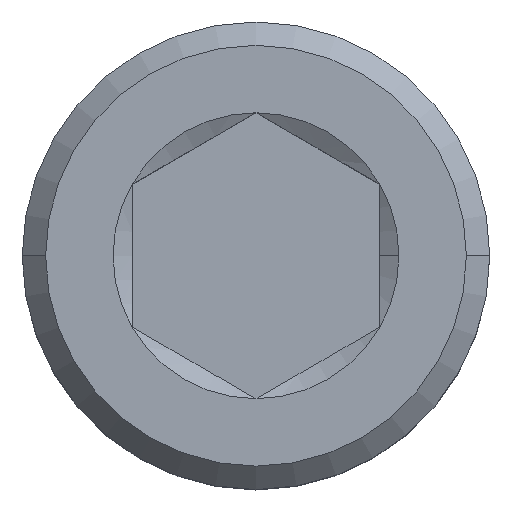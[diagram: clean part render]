
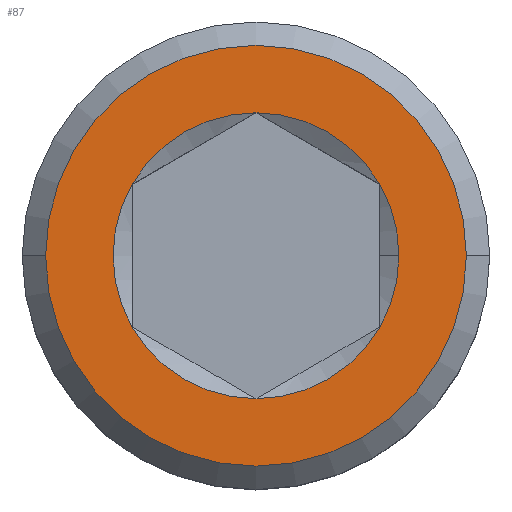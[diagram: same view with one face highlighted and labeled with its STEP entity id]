
A CAD part, top view. The second image highlights one B-rep face of the part: STEP entity #87.
In plain terms, the highlighted planar face has unit normal (0, 0, 1).
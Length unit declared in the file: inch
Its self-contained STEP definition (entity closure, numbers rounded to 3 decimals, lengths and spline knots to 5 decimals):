
#29 = CIRCLE ( 'NONE', #3175, 0.03608 ) ;
#63 = DIRECTION ( 'NONE',  ( 1., 0., 0. ) ) ;
#87 = ADVANCED_FACE ( 'NONE', ( #2248, #2750 ), #916, .T. ) ;
#107 = VERTEX_POINT ( 'NONE', #3747 ) ;
#122 = CARTESIAN_POINT ( 'NONE',  ( 0., 0.03608, 0.1615 ) ) ;
#123 = CIRCLE ( 'NONE', #2087, 0.03608 ) ;
#133 = DIRECTION ( 'NONE',  ( 1., 0., 0. ) ) ;
#169 = DIRECTION ( 'NONE',  ( 0., 0., 1. ) ) ;
#181 = CARTESIAN_POINT ( 'NONE',  ( 0.03125, 0.01804, 0.1615 ) ) ;
#191 = CARTESIAN_POINT ( 'NONE',  ( -0.03125, -0.01804, 0.1615 ) ) ;
#226 = VERTEX_POINT ( 'NONE', #1848 ) ;
#258 = DIRECTION ( 'NONE',  ( 0., 0., 1. ) ) ;
#296 = CIRCLE ( 'NONE', #1575, 0.03608 ) ;
#360 = DIRECTION ( 'NONE',  ( 1., 0., 0. ) ) ;
#476 = DIRECTION ( 'NONE',  ( 1., 0., 0. ) ) ;
#560 = ORIENTED_EDGE ( 'NONE', *, *, #1246, .T. ) ;
#588 = CARTESIAN_POINT ( 'NONE',  ( -0.03125, 0.01804, 0.1615 ) ) ;
#629 = CARTESIAN_POINT ( 'NONE',  ( 0., 0.059, 0.1615 ) ) ;
#644 = DIRECTION ( 'NONE',  ( 0., 0., 1. ) ) ;
#775 = AXIS2_PLACEMENT_3D ( 'NONE', #1068, #2877, #1693 ) ;
#782 = CARTESIAN_POINT ( 'NONE',  ( 0., 0., 0.1615 ) ) ;
#804 = DIRECTION ( 'NONE',  ( 0., 0., 1. ) ) ;
#813 = ORIENTED_EDGE ( 'NONE', *, *, #2762, .F. ) ;
#827 = AXIS2_PLACEMENT_3D ( 'NONE', #3475, #2282, #2238 ) ;
#832 = AXIS2_PLACEMENT_3D ( 'NONE', #2074, #2653, #1194 ) ;
#836 = ORIENTED_EDGE ( 'NONE', *, *, #3786, .F. ) ;
#876 = CARTESIAN_POINT ( 'NONE',  ( 0., 0., 0.1615 ) ) ;
#916 = PLANE ( 'NONE',  #1809 ) ;
#997 = AXIS2_PLACEMENT_3D ( 'NONE', #2424, #2448, #63 ) ;
#1035 = EDGE_LOOP ( 'NONE', ( #3033, #2190, #813, #3712, #3285, #836, #3484 ) ) ;
#1068 = CARTESIAN_POINT ( 'NONE',  ( 0., 0., 0.1615 ) ) ;
#1177 = AXIS2_PLACEMENT_3D ( 'NONE', #2268, #1668, #476 ) ;
#1194 = DIRECTION ( 'NONE',  ( 1., 0., 0. ) ) ;
#1246 = EDGE_CURVE ( 'NONE', #226, #2072, #2357, .T. ) ;
#1253 = CIRCLE ( 'NONE', #827, 0.0531 ) ;
#1412 = VERTEX_POINT ( 'NONE', #588 ) ;
#1575 = AXIS2_PLACEMENT_3D ( 'NONE', #2224, #1915, #133 ) ;
#1668 = DIRECTION ( 'NONE',  ( 0., 0., 1. ) ) ;
#1693 = DIRECTION ( 'NONE',  ( 1., 0., 0. ) ) ;
#1809 = AXIS2_PLACEMENT_3D ( 'NONE', #629, #644, #360 ) ;
#1848 = CARTESIAN_POINT ( 'NONE',  ( -0.0531, 0., 0.1615 ) ) ;
#1915 = DIRECTION ( 'NONE',  ( 0., 0., 1. ) ) ;
#1944 = CIRCLE ( 'NONE', #997, 0.03608 ) ;
#2072 = VERTEX_POINT ( 'NONE', #3355 ) ;
#2074 = CARTESIAN_POINT ( 'NONE',  ( 0., 0., 0.1615 ) ) ;
#2087 = AXIS2_PLACEMENT_3D ( 'NONE', #782, #804, #2573 ) ;
#2095 = EDGE_CURVE ( 'NONE', #2741, #107, #1944, .T. ) ;
#2190 = ORIENTED_EDGE ( 'NONE', *, *, #2487, .F. ) ;
#2210 = DIRECTION ( 'NONE',  ( 1., 0., 0. ) ) ;
#2224 = CARTESIAN_POINT ( 'NONE',  ( 0., 0., 0.1615 ) ) ;
#2238 = DIRECTION ( 'NONE',  ( 1., 0., 0. ) ) ;
#2248 = FACE_OUTER_BOUND ( 'NONE', #2654, .T. ) ;
#2268 = CARTESIAN_POINT ( 'NONE',  ( 0., 0., 0.1615 ) ) ;
#2282 = DIRECTION ( 'NONE',  ( 0., 0., 1. ) ) ;
#2357 = CIRCLE ( 'NONE', #832, 0.0531 ) ;
#2378 = VERTEX_POINT ( 'NONE', #2748 ) ;
#2424 = CARTESIAN_POINT ( 'NONE',  ( 0., 0., 0.1615 ) ) ;
#2448 = DIRECTION ( 'NONE',  ( 0., 0., 1. ) ) ;
#2487 = EDGE_CURVE ( 'NONE', #2580, #3803, #2626, .T. ) ;
#2573 = DIRECTION ( 'NONE',  ( 1., 0., 0. ) ) ;
#2580 = VERTEX_POINT ( 'NONE', #3708 ) ;
#2626 = CIRCLE ( 'NONE', #3214, 0.03608 ) ;
#2636 = EDGE_CURVE ( 'NONE', #107, #2378, #296, .T. ) ;
#2653 = DIRECTION ( 'NONE',  ( 0., 0., 1. ) ) ;
#2654 = EDGE_LOOP ( 'NONE', ( #560, #2799 ) ) ;
#2741 = VERTEX_POINT ( 'NONE', #191 ) ;
#2748 = CARTESIAN_POINT ( 'NONE',  ( 0.03125, -0.01804, 0.1615 ) ) ;
#2750 = FACE_BOUND ( 'NONE', #1035, .T. ) ;
#2762 = EDGE_CURVE ( 'NONE', #2378, #2580, #123, .T. ) ;
#2799 = ORIENTED_EDGE ( 'NONE', *, *, #3676, .T. ) ;
#2845 = CARTESIAN_POINT ( 'NONE',  ( 0., 0., 0.1615 ) ) ;
#2877 = DIRECTION ( 'NONE',  ( 0., 0., 1. ) ) ;
#2882 = CIRCLE ( 'NONE', #775, 0.03608 ) ;
#3023 = CIRCLE ( 'NONE', #1177, 0.03608 ) ;
#3033 = ORIENTED_EDGE ( 'NONE', *, *, #3250, .F. ) ;
#3175 = AXIS2_PLACEMENT_3D ( 'NONE', #876, #258, #3592 ) ;
#3214 = AXIS2_PLACEMENT_3D ( 'NONE', #2845, #169, #2210 ) ;
#3250 = EDGE_CURVE ( 'NONE', #3803, #3657, #29, .T. ) ;
#3285 = ORIENTED_EDGE ( 'NONE', *, *, #2095, .F. ) ;
#3355 = CARTESIAN_POINT ( 'NONE',  ( 0.0531, 0., 0.1615 ) ) ;
#3475 = CARTESIAN_POINT ( 'NONE',  ( 0., 0., 0.1615 ) ) ;
#3484 = ORIENTED_EDGE ( 'NONE', *, *, #3731, .F. ) ;
#3592 = DIRECTION ( 'NONE',  ( 1., 0., 0. ) ) ;
#3657 = VERTEX_POINT ( 'NONE', #122 ) ;
#3676 = EDGE_CURVE ( 'NONE', #2072, #226, #1253, .T. ) ;
#3708 = CARTESIAN_POINT ( 'NONE',  ( 0.03608, 0., 0.1615 ) ) ;
#3712 = ORIENTED_EDGE ( 'NONE', *, *, #2636, .F. ) ;
#3731 = EDGE_CURVE ( 'NONE', #3657, #1412, #2882, .T. ) ;
#3747 = CARTESIAN_POINT ( 'NONE',  ( 0., -0.03608, 0.1615 ) ) ;
#3786 = EDGE_CURVE ( 'NONE', #1412, #2741, #3023, .T. ) ;
#3803 = VERTEX_POINT ( 'NONE', #181 ) ;
